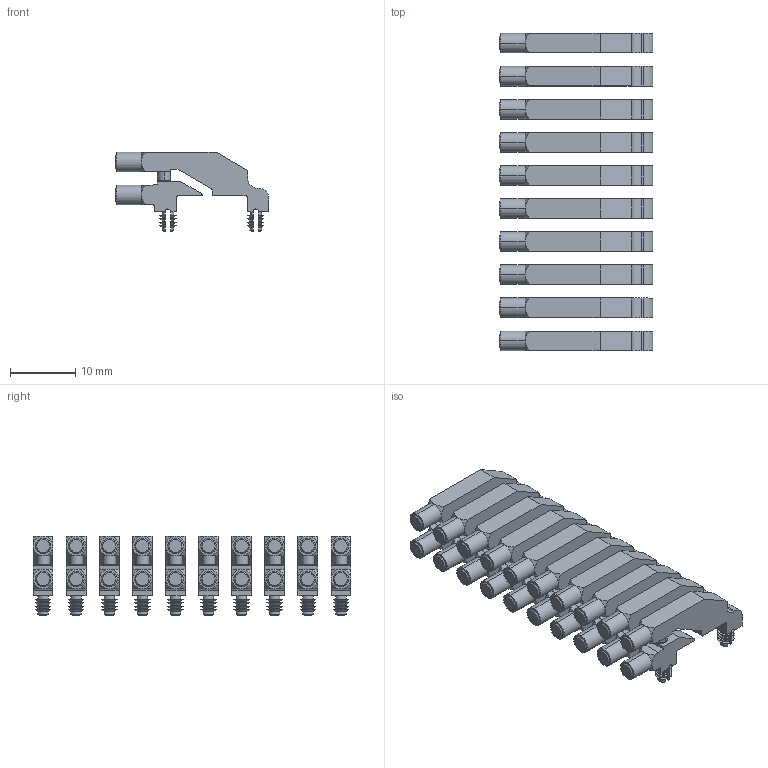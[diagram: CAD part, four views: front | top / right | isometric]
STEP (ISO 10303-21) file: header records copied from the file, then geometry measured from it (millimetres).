
FILE_DESCRIPTION((''),'2;1');
FILE_NAME('LEDLP_MENTOR_1270.1010_Part2.stp','2015-09-25T13:47:37',(''),(''),'Mechanical Desktop 2011','Mechanical Desktop 2011',', , ');
FILE_SCHEMA(('AUTOMOTIVE_DESIGN { 1 2 10303 214 1 1 1 1 }'));
Length unit declared in the file: millimetre
Products named in the file (1): Product
Bounding box: 23.6 x 48.72 x 12.22 mm (x, y, z)
Volume: 3886 mm3; surface area: 5984.3 mm2
Topology: 20 solids, 20 shells, 1280 faces, 3430 edges, 2210 vertices
Faces by surface type: plane 580, cylinder 360, cone 340
Entity records: 39330 total; most frequent: CARTESIAN_POINT 8041, ORIENTED_EDGE 6860, DIRECTION 6502, EDGE_CURVE 3430, AXIS2_PLACEMENT_3D 2351, VERTEX_POINT 2210, VECTOR 1800, LINE 1800
